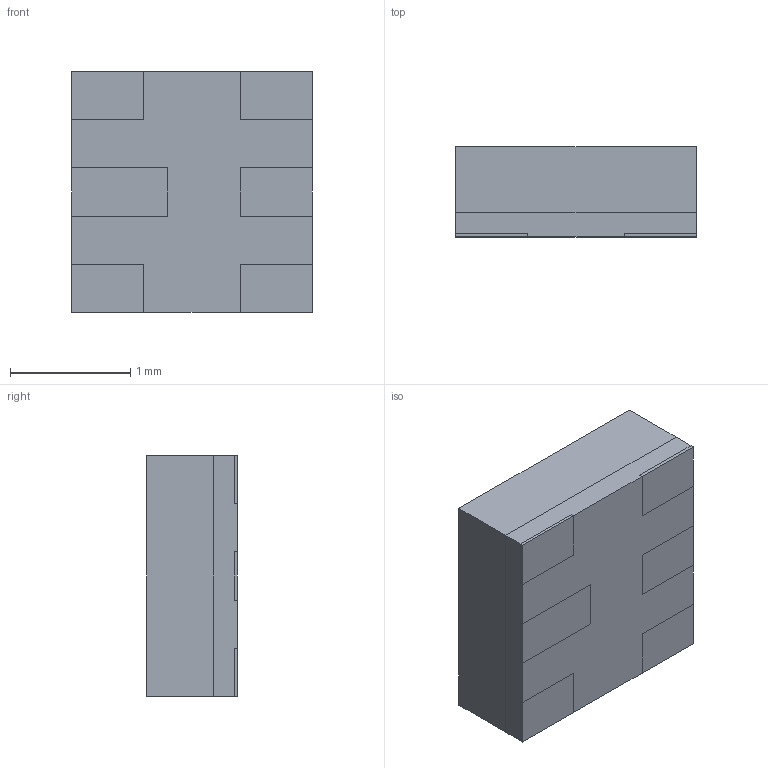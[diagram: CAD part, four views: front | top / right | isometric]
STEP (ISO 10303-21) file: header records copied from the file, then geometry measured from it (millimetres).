
FILE_DESCRIPTION (( 'STEP AP214' ), '1' );
FILE_NAME ('BB-2020BGR-TRB.STEP', '2021-05-05T22:26:13', ( '' ), ( '' ), 'SwSTEP 2.0', 'SolidWorks 2017', '' );
FILE_SCHEMA (( 'AUTOMOTIVE_DESIGN' ));
Length unit declared in the file: millimetre
Products named in the file (1): BB-2020BGR-TRB
Bounding box: 2 x 0.75 x 2 mm (x, y, z)
Volume: 3 mm3; surface area: 25.4 mm2
Topology: 8 solids, 8 shells, 68 faces, 156 edges, 104 vertices
Faces by surface type: plane 68
Entity records: 1977 total; most frequent: CARTESIAN_POINT 329, ORIENTED_EDGE 312, DIRECTION 294, EDGE_CURVE 156, LINE 156, VECTOR 156, VERTEX_POINT 104, AXIS2_PLACEMENT_3D 69
